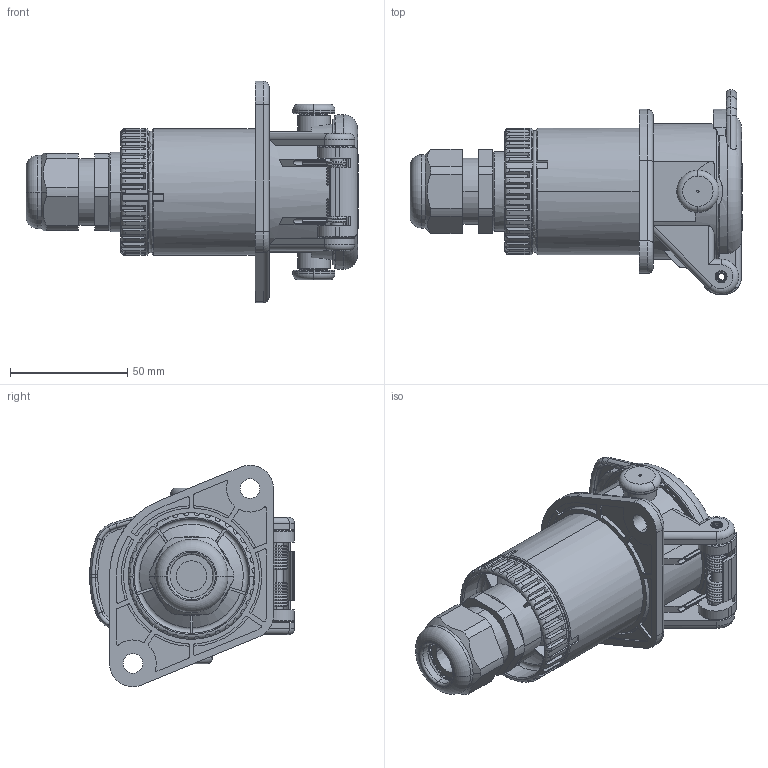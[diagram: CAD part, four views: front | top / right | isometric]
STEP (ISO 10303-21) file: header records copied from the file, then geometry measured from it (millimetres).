
FILE_DESCRIPTION((''),'2;1');
FILE_NAME('141024_SW0001','2017-06-28T',('tesi'),(''),'PRO/ENGINEER BY PARAMETRIC TECHNOLOGY CORPORATION, 2016100','PRO/ENGINEER BY PARAMETRIC TECHNOLOGY CORPORATION, 2016100','');
FILE_SCHEMA(('CONFIG_CONTROL_DESIGN'));
Length unit declared in the file: millimetre
Products named in the file (1): 141024_SW0001
Bounding box: 141.75 x 87.52 x 94.56 mm (x, y, z)
Volume: 265339.2 mm3; surface area: 72098.3 mm2
Topology: 15 solids, 15 shells, 1698 faces, 4652 edges, 3016 vertices
Faces by surface type: plane 1033, cylinder 340, torus 193, cone 127, bspline 3, sphere 2
Entity records: 56979 total; most frequent: CARTESIAN_POINT 13558, ORIENTED_EDGE 9296, DIRECTION 8859, EDGE_CURVE 4648, VERTEX_POINT 3016, AXIS2_PLACEMENT_3D 2968, VECTOR 2923, LINE 2923
